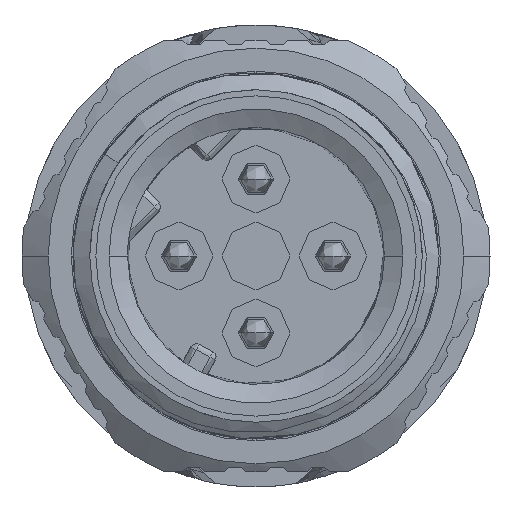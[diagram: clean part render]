
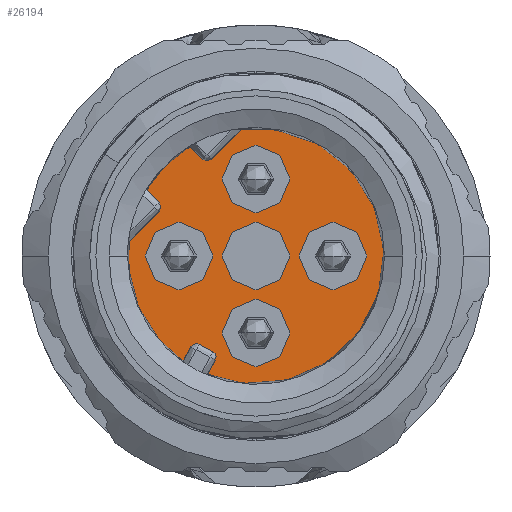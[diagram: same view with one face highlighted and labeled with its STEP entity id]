
A CAD part, front view. The second image highlights one B-rep face of the part: STEP entity #26194.
In plain terms, the highlighted planar face has unit normal (0, -1, 0).
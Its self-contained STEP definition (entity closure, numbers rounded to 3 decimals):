
#6334=CARTESIAN_POINT('',(0.,-121.7,0.));
#6335=DIRECTION('',(0.,1.,0.));
#6336=DIRECTION('',(-0.857,0.,0.516));
#6337=AXIS2_PLACEMENT_3D('',#6334,#6335,#6336);
#6339=DIRECTION('',(0.707,0.,-0.707));
#6340=VECTOR('',#6339,0.578);
#6341=CARTESIAN_POINT('',(-2.141,-121.7,3.555));
#6342=LINE('',#6341,#6340);
#6343=CARTESIAN_POINT('',(-1.591,-121.7,3.288));
#6344=DIRECTION('',(0.,-1.,0.));
#6345=DIRECTION('',(-0.707,0.,-0.707));
#6346=AXIS2_PLACEMENT_3D('',#6343,#6344,#6345);
#6348=DIRECTION('',(0.707,0.,0.707));
#6349=VECTOR('',#6348,1.381);
#6350=CARTESIAN_POINT('',(-1.45,-121.7,3.147));
#6351=LINE('',#6350,#6349);
#6352=CARTESIAN_POINT('',(0.,-121.7,0.));
#6353=DIRECTION('',(0.,1.,0.));
#6354=DIRECTION('',(-0.114,0.,0.993));
#6355=AXIS2_PLACEMENT_3D('',#6352,#6353,#6354);
#6357=CARTESIAN_POINT('',(0.,-121.7,0.));
#6358=DIRECTION('',(0.,1.,0.));
#6359=DIRECTION('',(1.,0.,0.));
#6360=AXIS2_PLACEMENT_3D('',#6357,#6358,#6359);
#6362=CARTESIAN_POINT('',(0.,-121.7,0.));
#6363=DIRECTION('',(0.,1.,0.));
#6364=DIRECTION('',(0.114,0.,-0.993));
#6365=AXIS2_PLACEMENT_3D('',#6362,#6363,#6364);
#6367=DIRECTION('',(0.478,0.,0.878));
#6368=VECTOR('',#6367,0.526);
#6369=CARTESIAN_POINT('',(-1.574,-121.7,-3.84));
#6370=LINE('',#6369,#6368);
#6371=CARTESIAN_POINT('',(-1.498,-121.7,-3.283));
#6372=DIRECTION('',(0.,-1.,0.));
#6373=DIRECTION('',(0.879,0.,-0.477));
#6374=AXIS2_PLACEMENT_3D('',#6371,#6372,#6373);
#6376=DIRECTION('',(-0.879,0.,0.477));
#6377=VECTOR('',#6376,0.5);
#6378=CARTESIAN_POINT('',(-1.403,-121.7,-3.107));
#6379=LINE('',#6378,#6377);
#6380=CARTESIAN_POINT('',(-1.937,-121.7,-3.044));
#6381=DIRECTION('',(0.,-1.,0.));
#6382=DIRECTION('',(0.477,0.,0.879));
#6383=AXIS2_PLACEMENT_3D('',#6380,#6381,#6382);
#6385=DIRECTION('',(-0.477,0.,-0.879));
#6386=VECTOR('',#6385,0.526);
#6387=CARTESIAN_POINT('',(-2.113,-121.7,-2.949));
#6388=LINE('',#6387,#6386);
#6389=CARTESIAN_POINT('',(0.,-121.7,0.));
#6390=DIRECTION('',(0.,1.,0.));
#6391=DIRECTION('',(-0.57,0.,-0.822));
#6392=AXIS2_PLACEMENT_3D('',#6389,#6390,#6391);
#6394=CARTESIAN_POINT('',(0.,-121.7,0.));
#6395=DIRECTION('',(0.,1.,0.));
#6396=DIRECTION('',(-1.,0.,0.));
#6397=AXIS2_PLACEMENT_3D('',#6394,#6395,#6396);
#6399=DIRECTION('',(0.707,0.,0.707));
#6400=VECTOR('',#6399,1.381);
#6401=CARTESIAN_POINT('',(-4.123,-121.7,0.473));
#6402=LINE('',#6401,#6400);
#6403=CARTESIAN_POINT('',(-3.288,-121.7,1.591));
#6404=DIRECTION('',(0.,-1.,0.));
#6405=DIRECTION('',(0.707,0.,-0.707));
#6406=AXIS2_PLACEMENT_3D('',#6403,#6404,#6405);
#6408=DIRECTION('',(-0.707,0.,0.707));
#6409=VECTOR('',#6408,0.578);
#6410=CARTESIAN_POINT('',(-3.147,-121.7,1.732));
#6411=LINE('',#6410,#6409);
#6412=CARTESIAN_POINT('',(0.,-121.7,0.));
#6413=DIRECTION('',(0.,-1.,0.));
#6414=DIRECTION('',(1.,0.,0.));
#6415=AXIS2_PLACEMENT_3D('',#6412,#6413,#6414);
#6417=CARTESIAN_POINT('',(0.,-121.7,0.));
#6418=DIRECTION('',(0.,-1.,0.));
#6419=DIRECTION('',(-1.,0.,0.));
#6420=AXIS2_PLACEMENT_3D('',#6417,#6418,#6419);
#6422=CARTESIAN_POINT('',(-2.5,-121.7,0.));
#6423=DIRECTION('',(0.,-1.,0.));
#6424=DIRECTION('',(1.,0.,0.));
#6425=AXIS2_PLACEMENT_3D('',#6422,#6423,#6424);
#6427=CARTESIAN_POINT('',(-2.5,-121.7,0.));
#6428=DIRECTION('',(0.,-1.,0.));
#6429=DIRECTION('',(-1.,0.,0.));
#6430=AXIS2_PLACEMENT_3D('',#6427,#6428,#6429);
#6432=CARTESIAN_POINT('',(0.,-121.7,2.5));
#6433=DIRECTION('',(0.,-1.,0.));
#6434=DIRECTION('',(1.,0.,0.));
#6435=AXIS2_PLACEMENT_3D('',#6432,#6433,#6434);
#6437=CARTESIAN_POINT('',(0.,-121.7,2.5));
#6438=DIRECTION('',(0.,-1.,0.));
#6439=DIRECTION('',(-1.,0.,0.));
#6440=AXIS2_PLACEMENT_3D('',#6437,#6438,#6439);
#6442=CARTESIAN_POINT('',(2.5,-121.7,0.));
#6443=DIRECTION('',(0.,-1.,0.));
#6444=DIRECTION('',(1.,0.,0.));
#6445=AXIS2_PLACEMENT_3D('',#6442,#6443,#6444);
#6447=CARTESIAN_POINT('',(2.5,-121.7,0.));
#6448=DIRECTION('',(0.,-1.,0.));
#6449=DIRECTION('',(-1.,0.,0.));
#6450=AXIS2_PLACEMENT_3D('',#6447,#6448,#6449);
#6452=CARTESIAN_POINT('',(0.,-121.7,-2.5));
#6453=DIRECTION('',(0.,-1.,0.));
#6454=DIRECTION('',(1.,0.,0.));
#6455=AXIS2_PLACEMENT_3D('',#6452,#6453,#6454);
#6457=CARTESIAN_POINT('',(0.,-121.7,-2.5));
#6458=DIRECTION('',(0.,-1.,0.));
#6459=DIRECTION('',(-1.,0.,0.));
#6460=AXIS2_PLACEMENT_3D('',#6457,#6458,#6459);
#16977=CARTESIAN_POINT('',(-1.574,-121.7,-3.84));
#16979=VERTEX_POINT('',#16977);
#16981=CARTESIAN_POINT('',(0.473,-121.7,-4.123));
#16982=VERTEX_POINT('',#16981);
#16983=CARTESIAN_POINT('',(4.15,-121.7,0.));
#16984=VERTEX_POINT('',#16983);
#16985=CARTESIAN_POINT('',(-0.473,-121.7,4.123));
#16986=VERTEX_POINT('',#16985);
#16990=CARTESIAN_POINT('',(-1.322,-121.7,-3.378));
#16991=VERTEX_POINT('',#16990);
#17001=CARTESIAN_POINT('',(-1.842,-121.7,-2.869));
#17002=VERTEX_POINT('',#17001);
#17003=CARTESIAN_POINT('',(-2.113,-121.7,-2.949));
#17004=VERTEX_POINT('',#17003);
#17006=CARTESIAN_POINT('',(-1.403,-121.7,-3.107));
#17008=VERTEX_POINT('',#17006);
#17009=CARTESIAN_POINT('',(-3.555,-121.7,2.141));
#17010=CARTESIAN_POINT('',(-2.141,-121.7,3.555));
#17011=VERTEX_POINT('',#17009);
#17012=VERTEX_POINT('',#17010);
#17013=CARTESIAN_POINT('',(-1.732,-121.7,3.147));
#17014=VERTEX_POINT('',#17013);
#17015=CARTESIAN_POINT('',(-1.45,-121.7,3.147));
#17016=VERTEX_POINT('',#17015);
#17017=CARTESIAN_POINT('',(-2.364,-121.7,-3.411));
#17018=VERTEX_POINT('',#17017);
#17019=CARTESIAN_POINT('',(-4.15,-121.7,0.));
#17020=VERTEX_POINT('',#17019);
#17021=CARTESIAN_POINT('',(-4.123,-121.7,0.473));
#17022=VERTEX_POINT('',#17021);
#17023=CARTESIAN_POINT('',(-3.147,-121.7,1.45));
#17024=VERTEX_POINT('',#17023);
#17025=CARTESIAN_POINT('',(-3.147,-121.7,1.732));
#17026=VERTEX_POINT('',#17025);
#17027=CARTESIAN_POINT('',(1.1,-121.7,0.));
#17028=CARTESIAN_POINT('',(-1.1,-121.7,0.));
#17029=VERTEX_POINT('',#17027);
#17030=VERTEX_POINT('',#17028);
#17031=CARTESIAN_POINT('',(-1.4,-121.7,0.));
#17032=CARTESIAN_POINT('',(-3.6,-121.7,0.));
#17033=VERTEX_POINT('',#17031);
#17034=VERTEX_POINT('',#17032);
#17035=CARTESIAN_POINT('',(1.1,-121.7,2.5));
#17036=CARTESIAN_POINT('',(-1.1,-121.7,2.5));
#17037=VERTEX_POINT('',#17035);
#17038=VERTEX_POINT('',#17036);
#17039=CARTESIAN_POINT('',(3.6,-121.7,0.));
#17040=CARTESIAN_POINT('',(1.4,-121.7,0.));
#17041=VERTEX_POINT('',#17039);
#17042=VERTEX_POINT('',#17040);
#17043=CARTESIAN_POINT('',(1.1,-121.7,-2.5));
#17044=CARTESIAN_POINT('',(-1.1,-121.7,-2.5));
#17045=VERTEX_POINT('',#17043);
#17046=VERTEX_POINT('',#17044);
#26130=CARTESIAN_POINT('',(0.,-121.7,0.));
#26131=DIRECTION('',(0.,-1.,0.));
#26132=DIRECTION('',(-1.,0.,0.));
#26133=AXIS2_PLACEMENT_3D('',#26130,#26131,#26132);
#26134=PLANE('',#26133);
#26136=ORIENTED_EDGE('',*,*,#26135,.T.);
#26138=ORIENTED_EDGE('',*,*,#26137,.T.);
#26140=ORIENTED_EDGE('',*,*,#26139,.T.);
#26142=ORIENTED_EDGE('',*,*,#26141,.T.);
#26143=ORIENTED_EDGE('',*,*,#25978,.T.);
#26144=ORIENTED_EDGE('',*,*,#25976,.T.);
#26145=ORIENTED_EDGE('',*,*,#25974,.T.);
#26146=ORIENTED_EDGE('',*,*,#26001,.T.);
#26147=ORIENTED_EDGE('',*,*,#26101,.T.);
#26148=ORIENTED_EDGE('',*,*,#26087,.T.);
#26149=ORIENTED_EDGE('',*,*,#26072,.T.);
#26151=ORIENTED_EDGE('',*,*,#26150,.T.);
#26153=ORIENTED_EDGE('',*,*,#26152,.T.);
#26155=ORIENTED_EDGE('',*,*,#26154,.T.);
#26157=ORIENTED_EDGE('',*,*,#26156,.T.);
#26159=ORIENTED_EDGE('',*,*,#26158,.T.);
#26161=ORIENTED_EDGE('',*,*,#26160,.T.);
#26162=EDGE_LOOP('',(#26136,#26138,#26140,#26142,#26143,#26144,#26145,#26146,
#26147,#26148,#26149,#26151,#26153,#26155,#26157,#26159,#26161));
#26163=FACE_OUTER_BOUND('',#26162,.F.);
#26165=ORIENTED_EDGE('',*,*,#26164,.T.);
#26167=ORIENTED_EDGE('',*,*,#26166,.T.);
#26168=EDGE_LOOP('',(#26165,#26167));
#26169=FACE_BOUND('',#26168,.F.);
#26171=ORIENTED_EDGE('',*,*,#26170,.T.);
#26173=ORIENTED_EDGE('',*,*,#26172,.T.);
#26174=EDGE_LOOP('',(#26171,#26173));
#26175=FACE_BOUND('',#26174,.F.);
#26177=ORIENTED_EDGE('',*,*,#26176,.T.);
#26179=ORIENTED_EDGE('',*,*,#26178,.T.);
#26180=EDGE_LOOP('',(#26177,#26179));
#26181=FACE_BOUND('',#26180,.F.);
#26183=ORIENTED_EDGE('',*,*,#26182,.T.);
#26185=ORIENTED_EDGE('',*,*,#26184,.T.);
#26186=EDGE_LOOP('',(#26183,#26185));
#26187=FACE_BOUND('',#26186,.F.);
#26189=ORIENTED_EDGE('',*,*,#26188,.T.);
#26191=ORIENTED_EDGE('',*,*,#26190,.T.);
#26192=EDGE_LOOP('',(#26189,#26191));
#26193=FACE_BOUND('',#26192,.F.);
#26194=ADVANCED_FACE('',(#26163,#26169,#26175,#26181,#26187,#26193),#26134,.T.);
#6338=CIRCLE('',#6337,4.15);
#6347=CIRCLE('',#6346,0.2);
#6356=CIRCLE('',#6355,4.15);
#6361=CIRCLE('',#6360,4.15);
#6366=CIRCLE('',#6365,4.15);
#6375=CIRCLE('',#6374,0.2);
#6384=CIRCLE('',#6383,0.2);
#6393=CIRCLE('',#6392,4.15);
#6398=CIRCLE('',#6397,4.15);
#6407=CIRCLE('',#6406,0.2);
#6416=CIRCLE('',#6415,1.1);
#6421=CIRCLE('',#6420,1.1);
#6426=CIRCLE('',#6425,1.1);
#6431=CIRCLE('',#6430,1.1);
#6436=CIRCLE('',#6435,1.1);
#6441=CIRCLE('',#6440,1.1);
#6446=CIRCLE('',#6445,1.1);
#6451=CIRCLE('',#6450,1.1);
#6456=CIRCLE('',#6455,1.1);
#6461=CIRCLE('',#6460,1.1);
#25974=EDGE_CURVE('',#16982,#16979,#6366,.T.);
#25976=EDGE_CURVE('',#16984,#16982,#6361,.T.);
#25978=EDGE_CURVE('',#16986,#16984,#6356,.T.);
#26001=EDGE_CURVE('',#16979,#16991,#6370,.T.);
#26072=EDGE_CURVE('',#17002,#17004,#6384,.T.);
#26087=EDGE_CURVE('',#17008,#17002,#6379,.T.);
#26101=EDGE_CURVE('',#16991,#17008,#6375,.T.);
#26135=EDGE_CURVE('',#17011,#17012,#6338,.T.);
#26137=EDGE_CURVE('',#17012,#17014,#6342,.T.);
#26139=EDGE_CURVE('',#17014,#17016,#6347,.T.);
#26141=EDGE_CURVE('',#17016,#16986,#6351,.T.);
#26150=EDGE_CURVE('',#17004,#17018,#6388,.T.);
#26152=EDGE_CURVE('',#17018,#17020,#6393,.T.);
#26154=EDGE_CURVE('',#17020,#17022,#6398,.T.);
#26156=EDGE_CURVE('',#17022,#17024,#6402,.T.);
#26158=EDGE_CURVE('',#17024,#17026,#6407,.T.);
#26160=EDGE_CURVE('',#17026,#17011,#6411,.T.);
#26164=EDGE_CURVE('',#17029,#17030,#6416,.T.);
#26166=EDGE_CURVE('',#17030,#17029,#6421,.T.);
#26170=EDGE_CURVE('',#17033,#17034,#6426,.T.);
#26172=EDGE_CURVE('',#17034,#17033,#6431,.T.);
#26176=EDGE_CURVE('',#17037,#17038,#6436,.T.);
#26178=EDGE_CURVE('',#17038,#17037,#6441,.T.);
#26182=EDGE_CURVE('',#17041,#17042,#6446,.T.);
#26184=EDGE_CURVE('',#17042,#17041,#6451,.T.);
#26188=EDGE_CURVE('',#17045,#17046,#6456,.T.);
#26190=EDGE_CURVE('',#17046,#17045,#6461,.T.);
